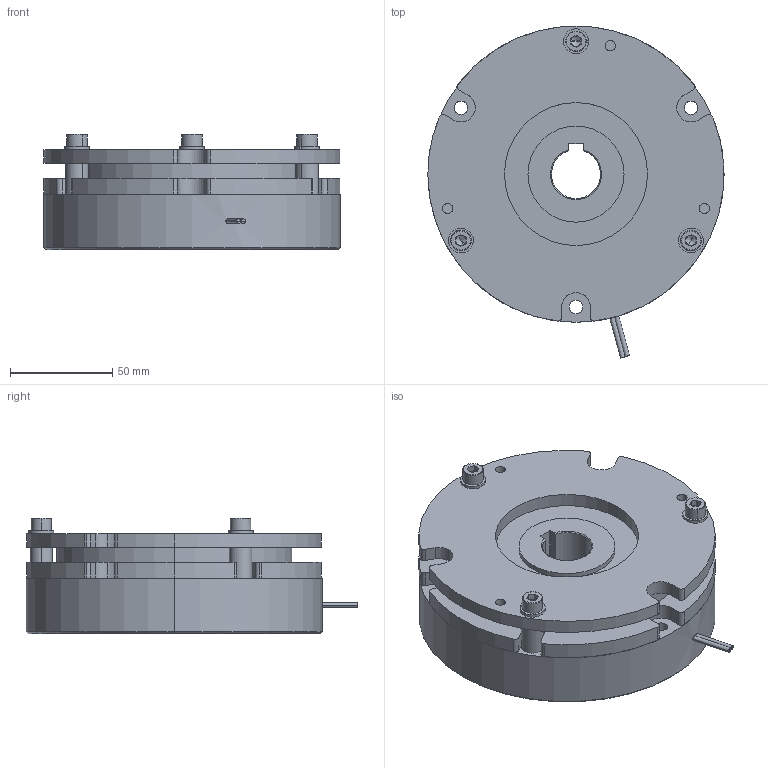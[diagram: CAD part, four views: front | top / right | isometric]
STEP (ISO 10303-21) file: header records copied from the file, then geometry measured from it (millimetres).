
FILE_DESCRIPTION (( 'STEP AP203' ), '1' );
FILE_NAME ('RNB 5G-N_23774100.STEP', '2020-01-29T05:29:56', ( '' ), ( '' ), 'SwSTEP 2.0', 'SolidWorks 2018', '' );
FILE_SCHEMA (( 'CONFIG_CONTROL_DESIGN' ));
Length unit declared in the file: millimetre
Products named in the file (1): RNB 5G-N_23774100
Bounding box: 145 x 162.43 x 56.5 mm (x, y, z)
Volume: 659413.7 mm3; surface area: 109552.1 mm2
Topology: 1 solids, 1 shells, 247 faces, 618 edges, 390 vertices
Faces by surface type: cylinder 121, plane 94, cone 22, torus 10
Entity records: 7555 total; most frequent: DIRECTION 1392, CARTESIAN_POINT 1332, ORIENTED_EDGE 1216, EDGE_CURVE 608, AXIS2_PLACEMENT_3D 546, VERTEX_POINT 390, VECTOR 300, LINE 300
